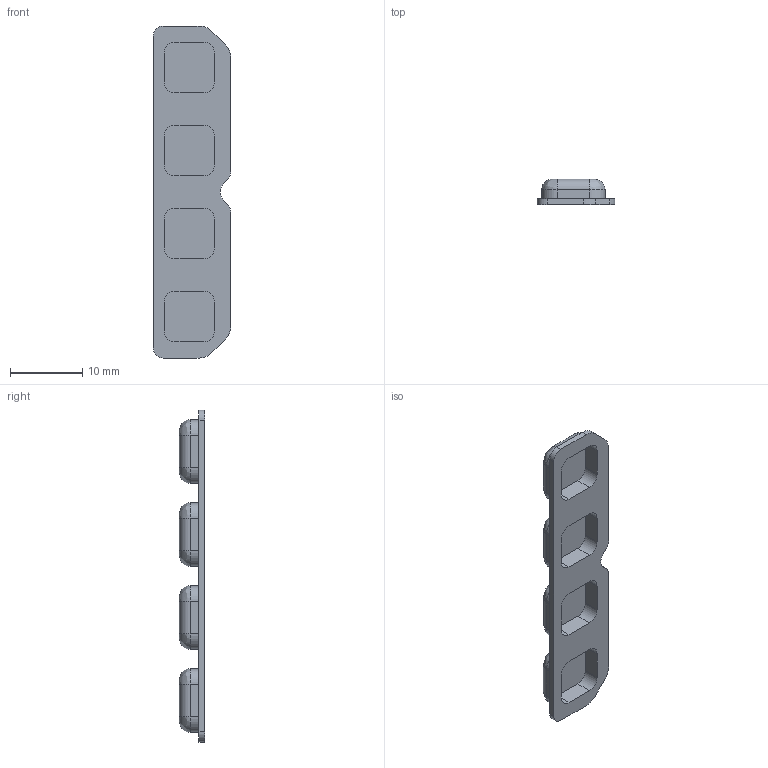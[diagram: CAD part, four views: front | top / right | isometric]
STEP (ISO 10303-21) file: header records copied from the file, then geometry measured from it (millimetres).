
FILE_DESCRIPTION(/* description */ ('OpenIRV project top housing part buttons silicone cover v0.1.0'),/* implementation_level */ '2;1');
FILE_NAME(/* name */ 'buttons.stp',/* time_stamp */ '2020-08-26T01:06:17+03:00',/* author */ ('Vaagn Oganesyan'),/* organization */ ('-'),/* preprocessor_version */ 'ST-DEVELOPER v17.2',/* originating_system */ 'Autodesk Inventor 2019',/* authorisation */ '');
FILE_SCHEMA (('AUTOMOTIVE_DESIGN { 1 0 10303 214 3 1 1 }'));
Length unit declared in the file: millimetre
Products named in the file (1): top
Bounding box: 10.75 x 3.5 x 46 mm (x, y, z)
Volume: 685.7 mm3; surface area: 1531.3 mm2
Topology: 1 solids, 1 shells, 124 faces, 310 edges, 196 vertices
Faces by surface type: cylinder 57, plane 51, bspline 16
Entity records: 3807 total; most frequent: CARTESIAN_POINT 759, DIRECTION 658, ORIENTED_EDGE 620, EDGE_CURVE 310, AXIS2_PLACEMENT_3D 239, VERTEX_POINT 196, LINE 180, VECTOR 180
